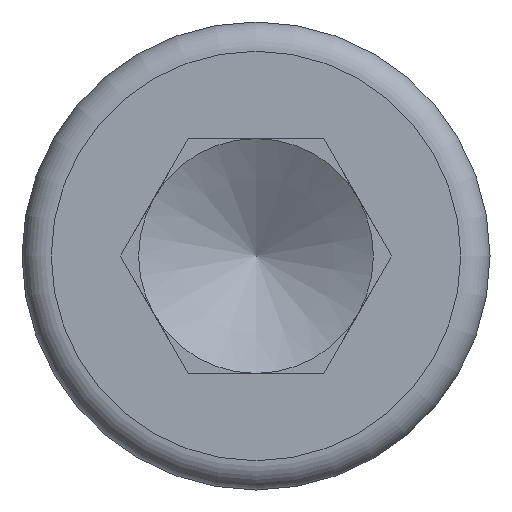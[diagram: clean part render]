
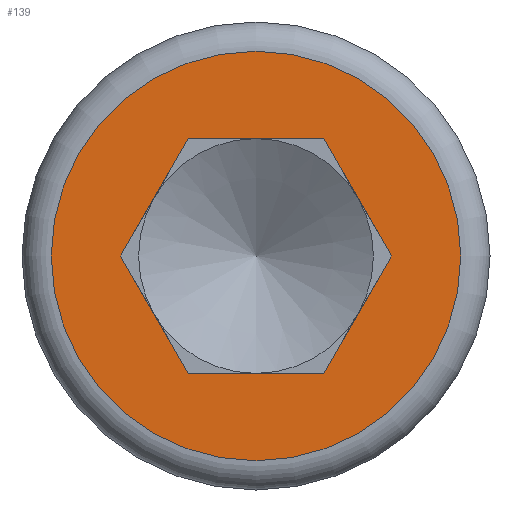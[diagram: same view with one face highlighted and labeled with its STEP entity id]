
A CAD part, left-side view. The second image highlights one B-rep face of the part: STEP entity #139.
In plain terms, the highlighted planar face has unit normal (-1, 0, 0).
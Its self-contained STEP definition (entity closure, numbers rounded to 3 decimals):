
#23 = EDGE_LOOP ( 'NONE', ( #106, #2051, #2152, #523, #1837, #835 ) ) ;
#48 = CARTESIAN_POINT ( 'NONE',  ( 0., -2.317, 4.013 ) ) ;
#71 = CARTESIAN_POINT ( 'NONE',  ( 0., 4.633, 0. ) ) ;
#106 = ORIENTED_EDGE ( 'NONE', *, *, #721, .T. ) ;
#132 = CARTESIAN_POINT ( 'NONE',  ( 0., 0., 0. ) ) ;
#139 = ADVANCED_FACE ( 'NONE', ( #1113, #1282 ), #1856, .T. ) ;
#205 = CARTESIAN_POINT ( 'NONE',  ( 0., 2.317, 4.012 ) ) ;
#220 = EDGE_CURVE ( 'NONE', #1357, #1950, #1304, .T. ) ;
#263 = CARTESIAN_POINT ( 'NONE',  ( 0., -4.633, 0. ) ) ;
#268 = VERTEX_POINT ( 'NONE', #205 ) ;
#296 = DIRECTION ( 'NONE',  ( 0., 0., 1. ) ) ;
#392 = CARTESIAN_POINT ( 'NONE',  ( 0., -2.317, -4.012 ) ) ;
#412 = DIRECTION ( 'NONE',  ( 0., -0.5, -0.866 ) ) ;
#487 = CARTESIAN_POINT ( 'NONE',  ( 0., 0., 0. ) ) ;
#514 = VERTEX_POINT ( 'NONE', #48 ) ;
#523 = ORIENTED_EDGE ( 'NONE', *, *, #220, .T. ) ;
#631 = CARTESIAN_POINT ( 'NONE',  ( 0., -2.317, 4.013 ) ) ;
#644 = VECTOR ( 'NONE', #1189, 1000. ) ;
#694 = VECTOR ( 'NONE', #1342, 1000. ) ;
#707 = EDGE_CURVE ( 'NONE', #829, #2176, #1903, .T. ) ;
#721 = EDGE_CURVE ( 'NONE', #829, #268, #1912, .T. ) ;
#779 = EDGE_CURVE ( 'NONE', #514, #268, #2284, .T. ) ;
#782 = EDGE_CURVE ( 'NONE', #514, #1357, #1373, .T. ) ;
#787 = EDGE_LOOP ( 'NONE', ( #1005 ) ) ;
#829 = VERTEX_POINT ( 'NONE', #1162 ) ;
#835 = ORIENTED_EDGE ( 'NONE', *, *, #707, .F. ) ;
#902 = VECTOR ( 'NONE', #1897, 1000. ) ;
#977 = VECTOR ( 'NONE', #1015, 1000. ) ;
#1005 = ORIENTED_EDGE ( 'NONE', *, *, #2192, .T. ) ;
#1015 = DIRECTION ( 'NONE',  ( 0., -0.5, -0.866 ) ) ;
#1016 = AXIS2_PLACEMENT_3D ( 'NONE', #487, #1630, #296 ) ;
#1019 = CARTESIAN_POINT ( 'NONE',  ( 0., 2.317, -4.013 ) ) ;
#1113 = FACE_BOUND ( 'NONE', #23, .T. ) ;
#1162 = CARTESIAN_POINT ( 'NONE',  ( 0., 4.633, 0. ) ) ;
#1189 = DIRECTION ( 'NONE',  ( 0., -1., 0. ) ) ;
#1272 = DIRECTION ( 'NONE',  ( 0., 0., 1. ) ) ;
#1282 = FACE_OUTER_BOUND ( 'NONE', #787, .T. ) ;
#1304 = LINE ( 'NONE', #1499, #902 ) ;
#1342 = DIRECTION ( 'NONE',  ( 0., -0.5, 0.866 ) ) ;
#1357 = VERTEX_POINT ( 'NONE', #263 ) ;
#1373 = LINE ( 'NONE', #1385, #977 ) ;
#1377 = LINE ( 'NONE', #1019, #644 ) ;
#1385 = CARTESIAN_POINT ( 'NONE',  ( 0., -2.317, 4.013 ) ) ;
#1411 = VECTOR ( 'NONE', #412, 1000. ) ;
#1465 = CARTESIAN_POINT ( 'NONE',  ( 0., 2.317, -4.013 ) ) ;
#1499 = CARTESIAN_POINT ( 'NONE',  ( 0., -4.633, 0. ) ) ;
#1535 = CARTESIAN_POINT ( 'NONE',  ( 0., 4.633, 0. ) ) ;
#1605 = DIRECTION ( 'NONE',  ( -1., 0., 0. ) ) ;
#1630 = DIRECTION ( 'NONE',  ( -1., 0., 0. ) ) ;
#1646 = CIRCLE ( 'NONE', #2312, 7. ) ;
#1677 = EDGE_CURVE ( 'NONE', #2176, #1950, #1377, .T. ) ;
#1720 = DIRECTION ( 'NONE',  ( 0., 1., 0. ) ) ;
#1837 = ORIENTED_EDGE ( 'NONE', *, *, #1677, .F. ) ;
#1856 = PLANE ( 'NONE',  #1016 ) ;
#1897 = DIRECTION ( 'NONE',  ( 0., 0.5, -0.866 ) ) ;
#1903 = LINE ( 'NONE', #71, #1411 ) ;
#1912 = LINE ( 'NONE', #1535, #694 ) ;
#1950 = VERTEX_POINT ( 'NONE', #392 ) ;
#2022 = VERTEX_POINT ( 'NONE', #2388 ) ;
#2051 = ORIENTED_EDGE ( 'NONE', *, *, #779, .F. ) ;
#2120 = VECTOR ( 'NONE', #1720, 1000. ) ;
#2152 = ORIENTED_EDGE ( 'NONE', *, *, #782, .T. ) ;
#2176 = VERTEX_POINT ( 'NONE', #1465 ) ;
#2192 = EDGE_CURVE ( 'NONE', #2022, #2022, #1646, .T. ) ;
#2284 = LINE ( 'NONE', #631, #2120 ) ;
#2312 = AXIS2_PLACEMENT_3D ( 'NONE', #132, #1605, #1272 ) ;
#2388 = CARTESIAN_POINT ( 'NONE',  ( 0., 0., 7. ) ) ;
